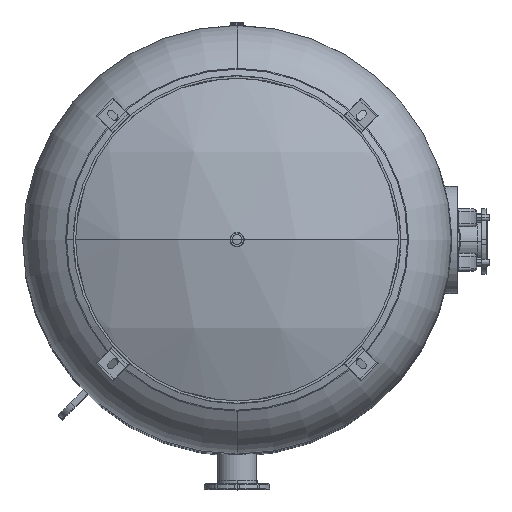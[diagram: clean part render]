
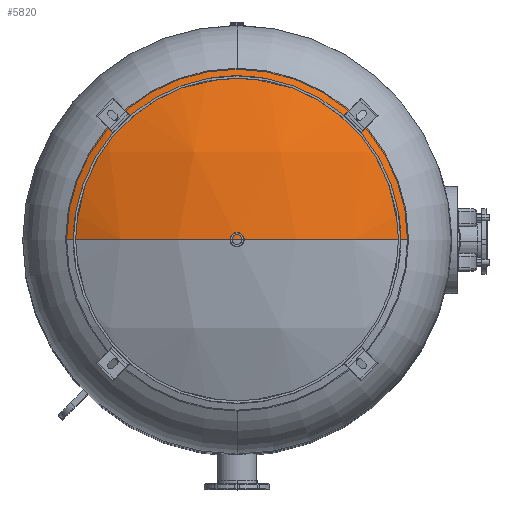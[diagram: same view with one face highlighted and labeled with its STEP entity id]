
A CAD part, top view. The second image highlights one B-rep face of the part: STEP entity #5820.
In plain terms, the highlighted spherical face has radius 1645.92 mm.
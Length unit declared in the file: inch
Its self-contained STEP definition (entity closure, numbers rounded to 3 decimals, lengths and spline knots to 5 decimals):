
#57 = VERTEX_POINT ( 'NONE', #1737 ) ;
#66 = EDGE_CURVE ( 'NONE', #871, #21186, #17954, .T. ) ;
#422 = EDGE_CURVE ( 'NONE', #871, #57, #3383, .T. ) ;
#472 = AXIS2_PLACEMENT_3D ( 'NONE', #24052, #5234, #3354 ) ;
#871 = VERTEX_POINT ( 'NONE', #11575 ) ;
#1238 = DIRECTION ( 'NONE',  ( 0., 1., 0. ) ) ;
#1703 = ORIENTED_EDGE ( 'NONE', *, *, #22294, .F. ) ;
#1737 = CARTESIAN_POINT ( 'NONE',  ( -28.8, 0., 107.62326 ) ) ;
#2315 = CIRCLE ( 'NONE', #20111, 28.8 ) ;
#2451 = CIRCLE ( 'NONE', #13509, 28.8 ) ;
#3354 = DIRECTION ( 'NONE',  ( 1., 0., 0. ) ) ;
#3383 = CIRCLE ( 'NONE', #21617, 64.8 ) ;
#3485 = SPHERICAL_SURFACE ( 'NONE', #472, 64.8 ) ;
#3639 = DIRECTION ( 'NONE',  ( 0., 0., -1. ) ) ;
#3707 = AXIS2_PLACEMENT_3D ( 'NONE', #8921, #16461, #7431 ) ;
#4780 = ORIENTED_EDGE ( 'NONE', *, *, #422, .F. ) ;
#4812 = CARTESIAN_POINT ( 'NONE',  ( 0., 0., 107.62326 ) ) ;
#5234 = DIRECTION ( 'NONE',  ( 0., -1., 0. ) ) ;
#5820 = ADVANCED_FACE ( 'NONE', ( #21965 ), #3485, .T. ) ;
#6675 = DIRECTION ( 'NONE',  ( 0., 0., -1. ) ) ;
#6835 = EDGE_LOOP ( 'NONE', ( #4780, #9323, #17027, #1703 ) ) ;
#7431 = DIRECTION ( 'NONE',  ( 0., 0., 1. ) ) ;
#8420 = DIRECTION ( 'NONE',  ( 0., 0., -1. ) ) ;
#8921 = CARTESIAN_POINT ( 'NONE',  ( 0., 0., 49.575 ) ) ;
#9323 = ORIENTED_EDGE ( 'NONE', *, *, #66, .T. ) ;
#9471 = EDGE_CURVE ( 'NONE', #24281, #21186, #2451, .T. ) ;
#10867 = CARTESIAN_POINT ( 'NONE',  ( 0., 28.8, 107.62326 ) ) ;
#11575 = CARTESIAN_POINT ( 'NONE',  ( 0., 0., 114.375 ) ) ;
#13171 = CARTESIAN_POINT ( 'NONE',  ( 0., 0., 49.575 ) ) ;
#13509 = AXIS2_PLACEMENT_3D ( 'NONE', #20179, #6675, #1238 ) ;
#16461 = DIRECTION ( 'NONE',  ( 0., 1., 0. ) ) ;
#17027 = ORIENTED_EDGE ( 'NONE', *, *, #9471, .F. ) ;
#17602 = CARTESIAN_POINT ( 'NONE',  ( 28.8, 0., 107.62326 ) ) ;
#17954 = CIRCLE ( 'NONE', #3707, 64.8 ) ;
#19817 = DIRECTION ( 'NONE',  ( 0., 1., 0. ) ) ;
#20111 = AXIS2_PLACEMENT_3D ( 'NONE', #4812, #8420, #19817 ) ;
#20179 = CARTESIAN_POINT ( 'NONE',  ( 0., 0., 107.62326 ) ) ;
#21186 = VERTEX_POINT ( 'NONE', #17602 ) ;
#21617 = AXIS2_PLACEMENT_3D ( 'NONE', #13171, #22474, #3639 ) ;
#21965 = FACE_OUTER_BOUND ( 'NONE', #6835, .T. ) ;
#22294 = EDGE_CURVE ( 'NONE', #57, #24281, #2315, .T. ) ;
#22474 = DIRECTION ( 'NONE',  ( 0., -1., 0. ) ) ;
#24052 = CARTESIAN_POINT ( 'NONE',  ( 0., 0., 49.575 ) ) ;
#24281 = VERTEX_POINT ( 'NONE', #10867 ) ;
